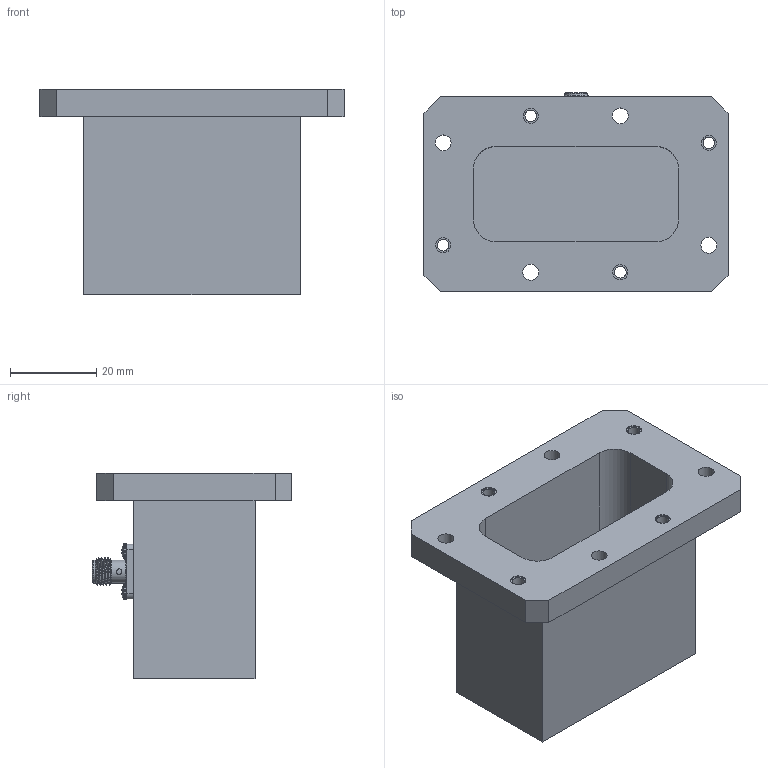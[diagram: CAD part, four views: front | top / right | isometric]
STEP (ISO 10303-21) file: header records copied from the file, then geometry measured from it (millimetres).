
FILE_DESCRIPTION (( 'STEP AP203' ), '1' );
FILE_NAME ('FMWCA9832_3D.step', '2022-03-15T21:54:08', ( '' ), ( '' ), 'SwSTEP 2.0', 'SolidWorks 2021', '' );
FILE_SCHEMA (( 'CONFIG_CONTROL_DESIGN' ));
Length unit declared in the file: inch
Products named in the file (1): FMWCA9832_3D
Bounding box: 70.64 x 46.24 x 47.75 mm (x, y, z)
Volume: 31601.5 mm3; surface area: 21062.4 mm2
Topology: 1 solids, 5 shells, 239 faces, 638 edges, 428 vertices
Faces by surface type: plane 108, cylinder 86, bspline 23, cone 21, torus 1
Full cylindrical faces by diameter (mm): 1.016 x1, 2.705 x4, 3.505 x4, 3.616 x4, 3.683 x4, 4.597 x1, 5.359 x2
Entity records: 11161 total; most frequent: CARTESIAN_POINT 5886, ORIENTED_EDGE 1168, DIRECTION 886, EDGE_CURVE 584, VERTEX_POINT 408, AXIS2_PLACEMENT_3D 329, EDGE_LOOP 306, FACE_OUTER_BOUND 267
